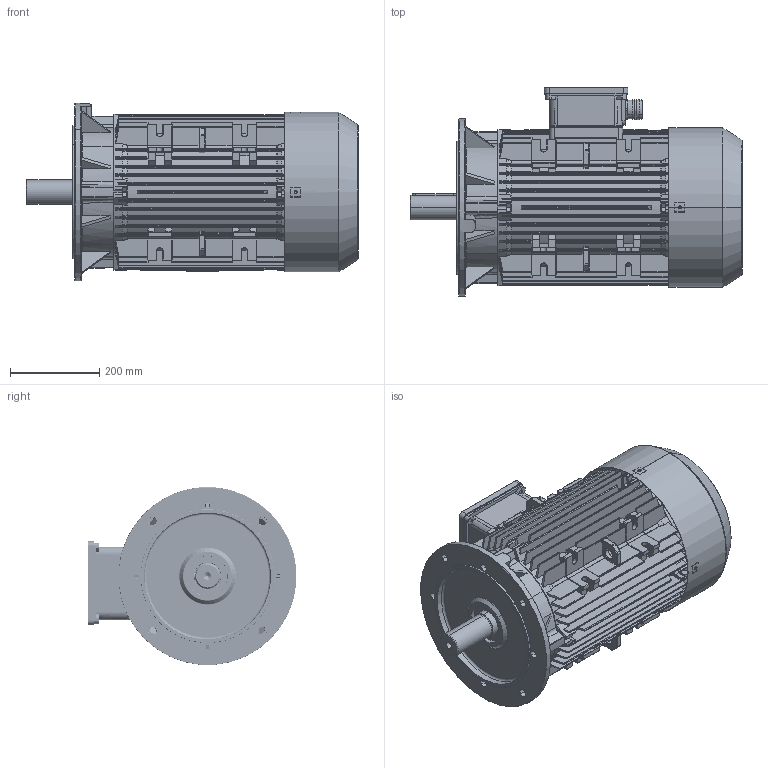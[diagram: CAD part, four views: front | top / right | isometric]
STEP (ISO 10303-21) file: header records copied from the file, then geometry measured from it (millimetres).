
FILE_DESCRIPTION (( 'STEP AP214' ), '1' );
FILE_NAME ('FCA200LT-B5-IC411-2-4-6-8 POLES.STEP', '2024-10-11T13:24:59', ( '' ), ( '' ), 'SwSTEP 2.0', 'SolidWorks 2024', '' );
FILE_SCHEMA (( 'AUTOMOTIVE_DESIGN' ));
Length unit declared in the file: millimetre
Products named in the file (19): Gruppo Coprimorsettiera 160; FCA200LT-B5-IC411-2-4-6-8 POLES; Piastra porta targa singola; Guarnizione scatola-coperchio 160-200T; Carcassa 200LT-B3-B5; Distanziale est. 67 foro 55 sp.4; parallel_din_Parallel key A16 x 10 x 100 DIN 6885; Guarnizione carcassa-scatola 160-200T; Scatola morsetti 160-200T; Targhetta motore_LAMIERA ALLUMINIO; Albero serie C-FC200T - 4 POLI; Coperchio scatola morsetti 160-200T; Tappo M40; Copriventola  180-200T h.165; Radial Ball Bearing_684451_SKF_SKF - 6312 - 10,DE,AC,10_68; PRESSACAVO M40; Flangia FC200T- B5; Radial Ball Bearing_684451_SKF_SKF - 6311 - 10,DE,AC,10_68; Scudo Post. 200T d.120
Assembly tree (18 placements, depth 3):
  FCA200LT-B5-IC411-2-4-6-8 POLES
    Albero serie C-FC200T - 4 POLI
    Flangia FC200T- B5
    Radial Ball Bearing_684451_SKF_SKF - 6312 - 10,DE,AC,10_68
    Radial Ball Bearing_684451_SKF_SKF - 6311 - 10,DE,AC,10_68
    Distanziale est. 67 foro 55 sp.4
    Scudo Post. 200T d.120
    Copriventola  180-200T h.165
    Piastra porta targa singola
    Targhetta motore_LAMIERA ALLUMINIO
    parallel_din_Parallel key A16 x 10 x 100 DIN 6885
    Carcassa 200LT-B3-B5
    Gruppo Coprimorsettiera 160
      Guarnizione carcassa-scatola 160-200T
      Scatola morsetti 160-200T
      Guarnizione scatola-coperchio 160-200T
      Tappo M40
      PRESSACAVO M40
      Coperchio scatola morsetti 160-200T
Bounding box: 745.5 x 468.24 x 399.14 mm (x, y, z)
Volume: 12731820.8 mm3; surface area: 3524145 mm2
Topology: 17 solids, 18 shells, 7055 faces, 19417 edges, 12368 vertices
Faces by surface type: plane 3500, cylinder 1523, cone 643, torus 622, bspline 558, sphere 209
Entity records: 256252 total; most frequent: CARTESIAN_POINT 79989, ORIENTED_EDGE 38686, DIRECTION 33613, EDGE_CURVE 19343, VERTEX_POINT 12363, VECTOR 11287, LINE 11287, AXIS2_PLACEMENT_3D 11163
